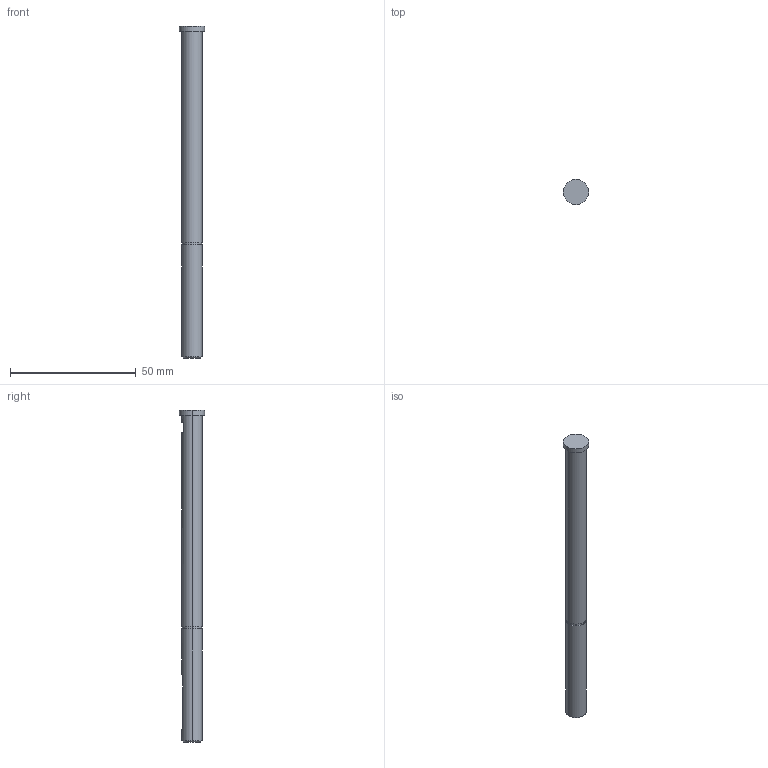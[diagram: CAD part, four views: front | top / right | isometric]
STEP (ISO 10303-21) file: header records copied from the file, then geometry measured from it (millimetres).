
FILE_DESCRIPTION (( 'STEP AP214' ), '1' );
FILE_NAME ('Turnigy sk3 6374 shaft - extended.STEP', '2020-05-05T09:45:07', ( '' ), ( '' ), 'SwSTEP 2.0', 'SolidWorks 2019', '' );
FILE_SCHEMA (( 'AUTOMOTIVE_DESIGN' ));
Length unit declared in the file: millimetre
Products named in the file (1): Turnigy sk3 6374 shaft - extended
Bounding box: 10 x 10 x 132 mm (x, y, z)
Volume: 6564.4 mm3; surface area: 3563.3 mm2
Topology: 1 solids, 1 shells, 24 faces, 49 edges, 32 vertices
Faces by surface type: cylinder 11, plane 11, cone 2
Entity records: 721 total; most frequent: CARTESIAN_POINT 159, DIRECTION 119, ORIENTED_EDGE 98, EDGE_CURVE 49, AXIS2_PLACEMENT_3D 48, VERTEX_POINT 32, EDGE_LOOP 29, ADVANCED_FACE 24
